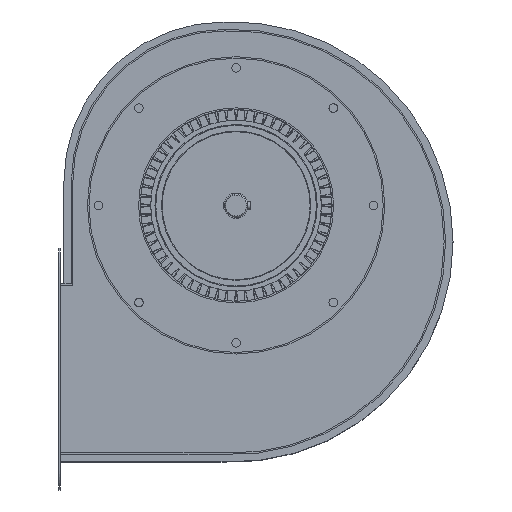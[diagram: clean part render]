
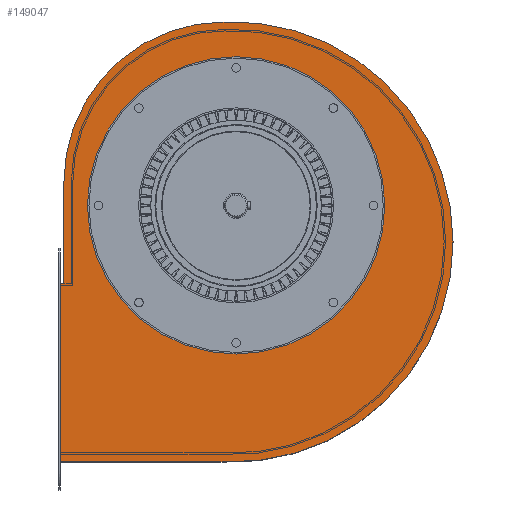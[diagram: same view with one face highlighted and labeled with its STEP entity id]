
A CAD part, top view. The second image highlights one B-rep face of the part: STEP entity #149047.
In plain terms, the highlighted planar face has unit normal (0, 0, 1).
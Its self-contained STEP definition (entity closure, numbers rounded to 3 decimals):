
#6156 = LINE ( 'NONE', #53037, #133896 ) ;
#6859 = ORIENTED_EDGE ( 'NONE', *, *, #121455, .F. ) ;
#7831 = DIRECTION ( 'NONE',  ( 0., 0., -1. ) ) ;
#11441 = LINE ( 'NONE', #21461, #25854 ) ;
#13364 = EDGE_LOOP ( 'NONE', ( #117413, #56386, #6859, #105829, #29646, #38056, #76461 ) ) ;
#15704 = CARTESIAN_POINT ( 'NONE',  ( -141.8, -207., 78. ) ) ;
#16964 = EDGE_CURVE ( 'NONE', #147414, #84307, #128182, .T. ) ;
#18633 = DIRECTION ( 'NONE',  ( 1., 0., 0. ) ) ;
#21440 = AXIS2_PLACEMENT_3D ( 'NONE', #57029, #138567, #114758 ) ;
#21461 = CARTESIAN_POINT ( 'NONE',  ( 0., -63.3, 78. ) ) ;
#21653 = CARTESIAN_POINT ( 'NONE',  ( -9.75, 18.75, 78. ) ) ;
#22804 = CARTESIAN_POINT ( 'NONE',  ( -141.8, -63.3, 78. ) ) ;
#23143 = DIRECTION ( 'NONE',  ( 0., -1., 0. ) ) ;
#25854 = VECTOR ( 'NONE', #150611, 1000. ) ;
#29360 = FACE_OUTER_BOUND ( 'NONE', #13364, .T. ) ;
#29646 = ORIENTED_EDGE ( 'NONE', *, *, #47454, .F. ) ;
#31417 = CARTESIAN_POINT ( 'NONE',  ( -139., 18.75, 78. ) ) ;
#32480 = CARTESIAN_POINT ( 'NONE',  ( -139., -63.3, 78. ) ) ;
#34394 = EDGE_LOOP ( 'NONE', ( #141398, #49682 ) ) ;
#38056 = ORIENTED_EDGE ( 'NONE', *, *, #120906, .F. ) ;
#41626 = PLANE ( 'NONE',  #69811 ) ;
#45045 = CARTESIAN_POINT ( 'NONE',  ( -141.8, 0., 78. ) ) ;
#46167 = CARTESIAN_POINT ( 'NONE',  ( 120., 0., 78. ) ) ;
#47454 = EDGE_CURVE ( 'NONE', #107549, #74727, #151480, .T. ) ;
#49682 = ORIENTED_EDGE ( 'NONE', *, *, #78807, .F. ) ;
#52204 = AXIS2_PLACEMENT_3D ( 'NONE', #127105, #114063, #147878 ) ;
#53037 = CARTESIAN_POINT ( 'NONE',  ( 0., -207., 78. ) ) ;
#56386 = ORIENTED_EDGE ( 'NONE', *, *, #108511, .T. ) ;
#57029 = CARTESIAN_POINT ( 'NONE',  ( -2.5, -29.5, 78. ) ) ;
#59246 = CARTESIAN_POINT ( 'NONE',  ( -2.5, -29.5, 78. ) ) ;
#65435 = VECTOR ( 'NONE', #115794, 1000. ) ;
#67169 = DIRECTION ( 'NONE',  ( 1., 0., 0. ) ) ;
#69250 = CARTESIAN_POINT ( 'NONE',  ( -139., 0., 78. ) ) ;
#69811 = AXIS2_PLACEMENT_3D ( 'NONE', #123180, #100079, #146960 ) ;
#70505 = VERTEX_POINT ( 'NONE', #31417 ) ;
#72188 = VERTEX_POINT ( 'NONE', #118177 ) ;
#73372 = CARTESIAN_POINT ( 'NONE',  ( -9.75, 148., 78. ) ) ;
#74727 = VERTEX_POINT ( 'NONE', #107424 ) ;
#76461 = ORIENTED_EDGE ( 'NONE', *, *, #115719, .T. ) ;
#78807 = EDGE_CURVE ( 'NONE', #84307, #147414, #90302, .T. ) ;
#79791 = CIRCLE ( 'NONE', #116692, 129.25 ) ;
#81899 = CARTESIAN_POINT ( 'NONE',  ( -120., 0., 78. ) ) ;
#84307 = VERTEX_POINT ( 'NONE', #46167 ) ;
#85208 = AXIS2_PLACEMENT_3D ( 'NONE', #59246, #106193, #120760 ) ;
#88675 = EDGE_CURVE ( 'NONE', #108700, #120659, #11441, .T. ) ;
#90302 = CIRCLE ( 'NONE', #97663, 120. ) ;
#90782 = EDGE_CURVE ( 'NONE', #74727, #72188, #97620, .T. ) ;
#93098 = LINE ( 'NONE', #69250, #130541 ) ;
#97620 = CIRCLE ( 'NONE', #21440, 177.648 ) ;
#97663 = AXIS2_PLACEMENT_3D ( 'NONE', #137158, #137927, #67169 ) ;
#99962 = DIRECTION ( 'NONE',  ( -1., 0., 0. ) ) ;
#100079 = DIRECTION ( 'NONE',  ( 0., 0., 1. ) ) ;
#101205 = LINE ( 'NONE', #45045, #65435 ) ;
#105829 = ORIENTED_EDGE ( 'NONE', *, *, #90782, .F. ) ;
#106193 = DIRECTION ( 'NONE',  ( 0., 0., -1. ) ) ;
#107424 = CARTESIAN_POINT ( 'NONE',  ( 175.148, -29.5, 78. ) ) ;
#107549 = VERTEX_POINT ( 'NONE', #73372 ) ;
#108511 = EDGE_CURVE ( 'NONE', #120659, #147604, #101205, .T. ) ;
#108700 = VERTEX_POINT ( 'NONE', #32480 ) ;
#111634 = FACE_BOUND ( 'NONE', #34394, .T. ) ;
#114063 = DIRECTION ( 'NONE',  ( 0., 0., 1. ) ) ;
#114758 = DIRECTION ( 'NONE',  ( 1., 0., 0. ) ) ;
#115719 = EDGE_CURVE ( 'NONE', #70505, #108700, #93098, .T. ) ;
#115794 = DIRECTION ( 'NONE',  ( 0., -1., 0. ) ) ;
#116692 = AXIS2_PLACEMENT_3D ( 'NONE', #21653, #7831, #18633 ) ;
#117413 = ORIENTED_EDGE ( 'NONE', *, *, #88675, .T. ) ;
#118177 = CARTESIAN_POINT ( 'NONE',  ( -9.75, -207., 78. ) ) ;
#120659 = VERTEX_POINT ( 'NONE', #22804 ) ;
#120760 = DIRECTION ( 'NONE',  ( 1., 0., 0. ) ) ;
#120906 = EDGE_CURVE ( 'NONE', #70505, #107549, #79791, .T. ) ;
#121455 = EDGE_CURVE ( 'NONE', #72188, #147604, #6156, .T. ) ;
#123180 = CARTESIAN_POINT ( 'NONE',  ( 0., 0., 78. ) ) ;
#127105 = CARTESIAN_POINT ( 'NONE',  ( 0., 0., 78. ) ) ;
#128182 = CIRCLE ( 'NONE', #52204, 120. ) ;
#130541 = VECTOR ( 'NONE', #23143, 1000. ) ;
#133896 = VECTOR ( 'NONE', #99962, 1000. ) ;
#137158 = CARTESIAN_POINT ( 'NONE',  ( 0., 0., 78. ) ) ;
#137927 = DIRECTION ( 'NONE',  ( 0., 0., 1. ) ) ;
#138567 = DIRECTION ( 'NONE',  ( 0., 0., -1. ) ) ;
#141398 = ORIENTED_EDGE ( 'NONE', *, *, #16964, .F. ) ;
#146960 = DIRECTION ( 'NONE',  ( 1., 0., 0. ) ) ;
#147414 = VERTEX_POINT ( 'NONE', #81899 ) ;
#147604 = VERTEX_POINT ( 'NONE', #15704 ) ;
#147878 = DIRECTION ( 'NONE',  ( 1., 0., 0. ) ) ;
#149047 = ADVANCED_FACE ( 'NONE', ( #29360, #111634 ), #41626, .T. ) ;
#150611 = DIRECTION ( 'NONE',  ( -1., 0., 0. ) ) ;
#151480 = CIRCLE ( 'NONE', #85208, 177.648 ) ;
